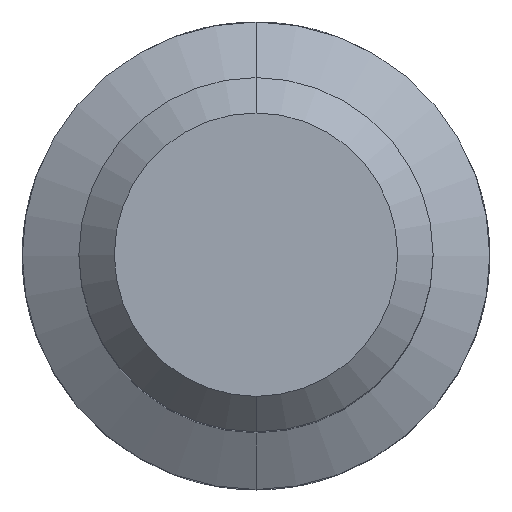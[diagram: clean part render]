
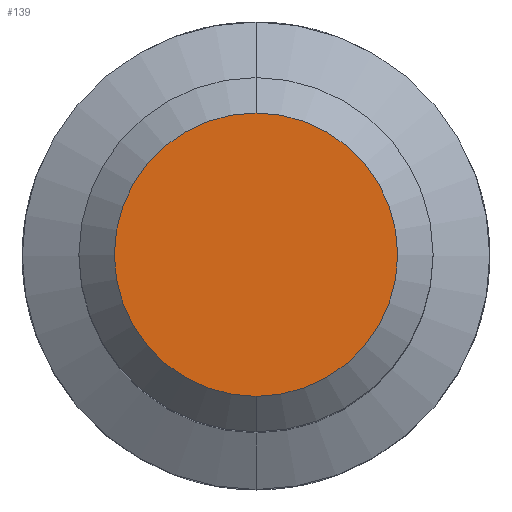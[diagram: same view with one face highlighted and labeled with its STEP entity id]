
A CAD part, top view. The second image highlights one B-rep face of the part: STEP entity #139.
In plain terms, the highlighted planar face has unit normal (0, 0, 1).
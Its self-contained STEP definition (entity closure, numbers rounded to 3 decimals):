
#139=ADVANCED_FACE('',(#179),#170,.T.);
#170=PLANE('',#542);
#179=FACE_OUTER_BOUND('',#205,.T.);
#205=EDGE_LOOP('',(#241,#242));
#241=ORIENTED_EDGE('',*,*,#421,.F.);
#242=ORIENTED_EDGE('',*,*,#422,.F.);
#381=VERTEX_POINT('',#770);
#382=VERTEX_POINT('',#771);
#421=EDGE_CURVE('',#381,#382,#491,.T.);
#422=EDGE_CURVE('',#382,#381,#492,.T.);
#491=CIRCLE('',#540,2.);
#492=CIRCLE('',#541,2.);
#540=AXIS2_PLACEMENT_3D('',#769,#609,#610);
#541=AXIS2_PLACEMENT_3D('',#772,#611,#612);
#542=AXIS2_PLACEMENT_3D('',#773,#613,#614);
#609=DIRECTION('',(0.,0.,-1.));
#610=DIRECTION('',(0.,-1.,0.));
#611=DIRECTION('',(0.,0.,-1.));
#612=DIRECTION('',(0.,1.,0.));
#613=DIRECTION('',(0.,0.,1.));
#614=DIRECTION('',(0.,1.,0.));
#769=CARTESIAN_POINT('',(0.,0.,17.5));
#770=CARTESIAN_POINT('',(0.,-2.,17.5));
#771=CARTESIAN_POINT('',(0.,2.,17.5));
#772=CARTESIAN_POINT('',(0.,0.,17.5));
#773=CARTESIAN_POINT('',(0.,0.,17.5));
